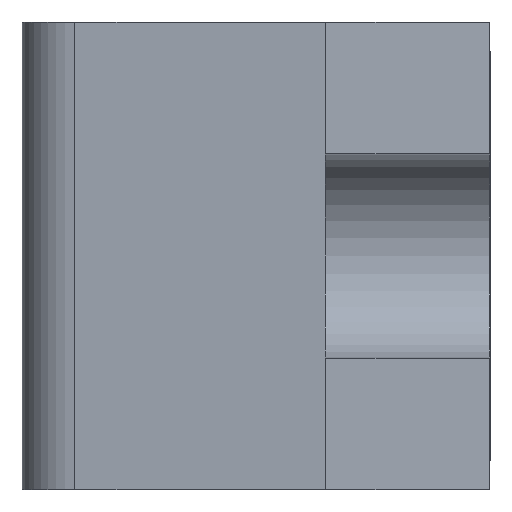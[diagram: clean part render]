
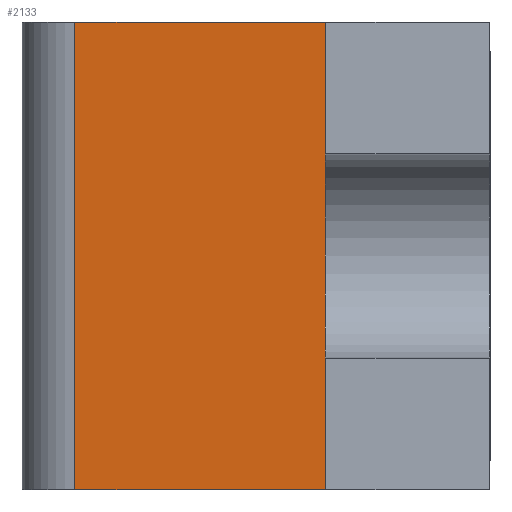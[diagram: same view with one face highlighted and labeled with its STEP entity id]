
A CAD part, left-side view. The second image highlights one B-rep face of the part: STEP entity #2133.
In plain terms, the highlighted planar face has unit normal (-0.995, 0.096, 0).
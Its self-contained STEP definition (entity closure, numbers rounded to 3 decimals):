
#29 = DIRECTION ( 'NONE',  ( 0., 0., 1. ) ) ;
#180 = LINE ( 'NONE', #2289, #1132 ) ;
#414 = LINE ( 'NONE', #779, #1264 ) ;
#467 = CARTESIAN_POINT ( 'NONE',  ( -0.55, 0.14, 0.4 ) ) ;
#470 = PLANE ( 'NONE',  #2057 ) ;
#625 = VECTOR ( 'NONE', #29, 1000. ) ;
#682 = FACE_OUTER_BOUND ( 'NONE', #911, .T. ) ;
#779 = CARTESIAN_POINT ( 'NONE',  ( -0.55, 0.14, 0.4 ) ) ;
#839 = DIRECTION ( 'NONE',  ( -0.096, -0.995, 0. ) ) ;
#866 = LINE ( 'NONE', #1901, #1439 ) ;
#911 = EDGE_LOOP ( 'NONE', ( #1250, #1554, #2104, #937 ) ) ;
#927 = EDGE_CURVE ( 'NONE', #1085, #1749, #866, .T. ) ;
#937 = ORIENTED_EDGE ( 'NONE', *, *, #1406, .F. ) ;
#1078 = CARTESIAN_POINT ( 'NONE',  ( -0.509, 0.57, 0.4 ) ) ;
#1085 = VERTEX_POINT ( 'NONE', #2319 ) ;
#1132 = VECTOR ( 'NONE', #1334, 1000. ) ;
#1139 = EDGE_CURVE ( 'NONE', #1085, #1207, #1466, .T. ) ;
#1152 = DIRECTION ( 'NONE',  ( -0.096, -0.995, 0. ) ) ;
#1161 = CARTESIAN_POINT ( 'NONE',  ( -0.55, 0.14, -1.617 ) ) ;
#1207 = VERTEX_POINT ( 'NONE', #467 ) ;
#1250 = ORIENTED_EDGE ( 'NONE', *, *, #927, .F. ) ;
#1264 = VECTOR ( 'NONE', #1152, 1000. ) ;
#1334 = DIRECTION ( 'NONE',  ( 0., 0., 1. ) ) ;
#1355 = EDGE_CURVE ( 'NONE', #2340, #1207, #414, .T. ) ;
#1406 = EDGE_CURVE ( 'NONE', #1749, #2340, #180, .T. ) ;
#1410 = CARTESIAN_POINT ( 'NONE',  ( -0.55, 0.14, -1.617 ) ) ;
#1439 = VECTOR ( 'NONE', #2068, 1000. ) ;
#1466 = LINE ( 'NONE', #1161, #625 ) ;
#1554 = ORIENTED_EDGE ( 'NONE', *, *, #1139, .T. ) ;
#1604 = DIRECTION ( 'NONE',  ( -0.995, 0.096, 0. ) ) ;
#1749 = VERTEX_POINT ( 'NONE', #1824 ) ;
#1824 = CARTESIAN_POINT ( 'NONE',  ( -0.509, 0.57, -0.4 ) ) ;
#1901 = CARTESIAN_POINT ( 'NONE',  ( -0.55, 0.14, -0.4 ) ) ;
#2057 = AXIS2_PLACEMENT_3D ( 'NONE', #1410, #1604, #839 ) ;
#2068 = DIRECTION ( 'NONE',  ( 0.096, 0.995, 0. ) ) ;
#2104 = ORIENTED_EDGE ( 'NONE', *, *, #1355, .F. ) ;
#2133 = ADVANCED_FACE ( 'NONE', ( #682 ), #470, .T. ) ;
#2289 = CARTESIAN_POINT ( 'NONE',  ( -0.509, 0.57, -1.617 ) ) ;
#2319 = CARTESIAN_POINT ( 'NONE',  ( -0.55, 0.14, -0.4 ) ) ;
#2340 = VERTEX_POINT ( 'NONE', #1078 ) ;
